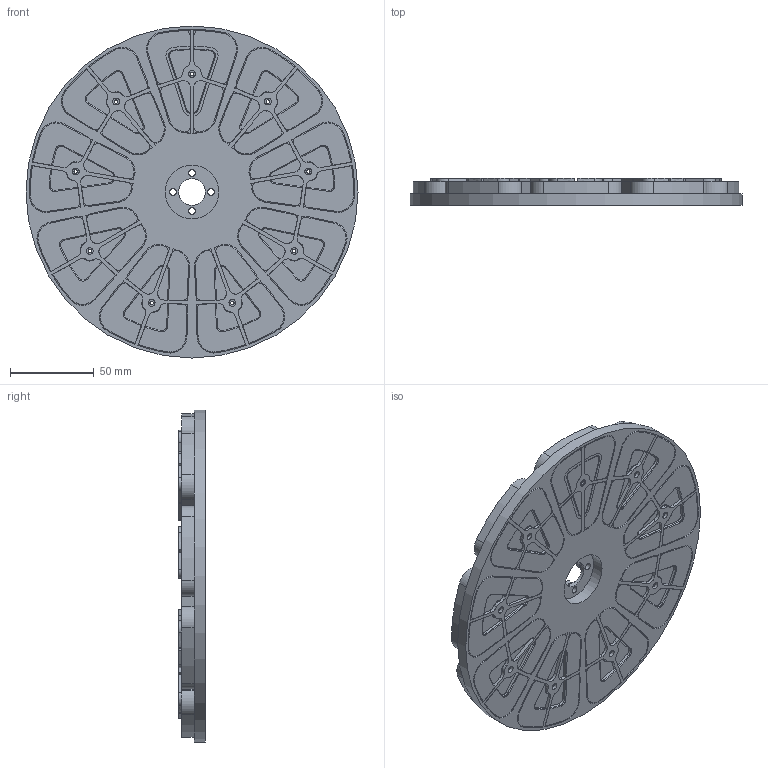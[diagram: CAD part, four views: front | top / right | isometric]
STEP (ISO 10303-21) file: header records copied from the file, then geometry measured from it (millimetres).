
FILE_DESCRIPTION(/* description */ (''),/* implementation_level */ '2;1');
FILE_NAME(/* name */ 'Stator.stp',/* time_stamp */ '2022-08-13T22:17:29-04:00',/* author */ ('AutoSteps'),/* organization */ (''),/* preprocessor_version */ 'ST-DEVELOPER v18.1',/* originating_system */ 'Autodesk Inventor 2022',/* authorisation */ '');
FILE_SCHEMA (('AUTOMOTIVE_DESIGN { 1 0 10303 214 3 1 1 }'));
Length unit declared in the file: millimetre
Products named in the file (3): Stator; StatorBody; CoilRing
Assembly tree (10 placements, depth 2):
  Stator
    StatorBody
    CoilRing  x9
Bounding box: 198.32 x 16 x 198.32 mm (x, y, z)
Volume: 356676.1 mm3; surface area: 208363.8 mm2
Topology: 30 solids, 30 shells, 1735 faces, 4973 edges, 3356 vertices
Faces by surface type: cylinder 788, plane 734, torus 213
Full cylindrical faces by diameter (mm): 2 x1, 2.1 x9, 2.4 x9, 4.08 x9, 4.1 x4, 5 x4, 6.1 x4, 8.08 x18, 16.1 x1, 32.1 x1, 40 x1, 198.322 x1
Entity records: 23057 total; most frequent: CARTESIAN_POINT 4478, DIRECTION 4040, ORIENTED_EDGE 3794, EDGE_CURVE 1897, AXIS2_PLACEMENT_3D 1515, VERTEX_POINT 1252, LINE 1010, VECTOR 1010
